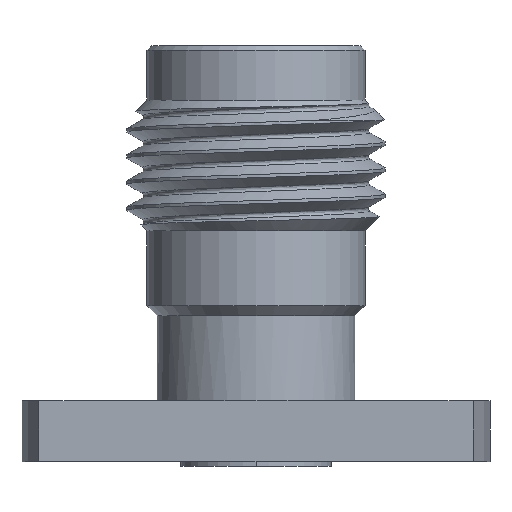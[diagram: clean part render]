
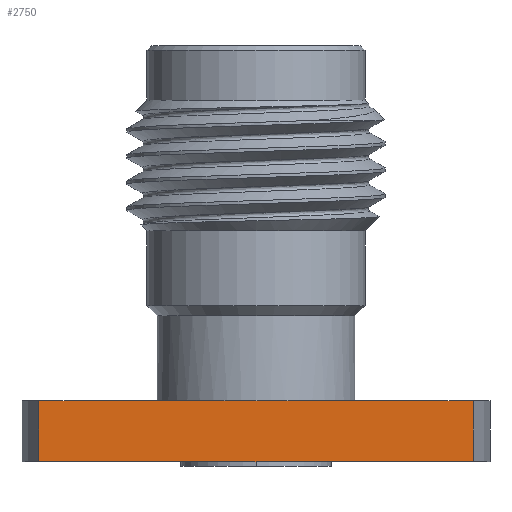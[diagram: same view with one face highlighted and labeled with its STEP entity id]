
A CAD part, left-side view. The second image highlights one B-rep face of the part: STEP entity #2750.
In plain terms, the highlighted planar face has unit normal (-1, 0, 0).
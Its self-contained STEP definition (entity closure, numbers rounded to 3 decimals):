
#135 = DIRECTION ( 'NONE',  ( -1., 0., 0. ) ) ;
#155 = ORIENTED_EDGE ( 'NONE', *, *, #1605, .T. ) ;
#244 = LINE ( 'NONE', #4523, #361 ) ;
#251 = LINE ( 'NONE', #1122, #4618 ) ;
#327 = DIRECTION ( 'NONE',  ( 0., 0., 1. ) ) ;
#329 = EDGE_CURVE ( 'NONE', #1586, #3464, #244, .T. ) ;
#361 = VECTOR ( 'NONE', #2728, 1000. ) ;
#386 = ORIENTED_EDGE ( 'NONE', *, *, #1538, .T. ) ;
#540 = CARTESIAN_POINT ( 'NONE',  ( -2.415, -5.873, 0. ) ) ;
#763 = CARTESIAN_POINT ( 'NONE',  ( -2.415, -5.873, -1.65 ) ) ;
#766 = ORIENTED_EDGE ( 'NONE', *, *, #4223, .F. ) ;
#775 = CARTESIAN_POINT ( 'NONE',  ( -2.415, -5.873, -1.65 ) ) ;
#1038 = CARTESIAN_POINT ( 'NONE',  ( -2.415, -5.873, 0. ) ) ;
#1122 = CARTESIAN_POINT ( 'NONE',  ( -2.415, -5.873, -1.65 ) ) ;
#1189 = CARTESIAN_POINT ( 'NONE',  ( -2.415, 1.15, 0. ) ) ;
#1199 = EDGE_CURVE ( 'NONE', #1640, #4560, #4392, .T. ) ;
#1234 = VECTOR ( 'NONE', #4300, 1000. ) ;
#1361 = EDGE_CURVE ( 'NONE', #3464, #1640, #1574, .T. ) ;
#1424 = CARTESIAN_POINT ( 'NONE',  ( -2.415, -1.15, 0. ) ) ;
#1538 = EDGE_CURVE ( 'NONE', #3809, #4698, #251, .T. ) ;
#1555 = FACE_OUTER_BOUND ( 'NONE', #3593, .T. ) ;
#1574 = LINE ( 'NONE', #2092, #1234 ) ;
#1586 = VERTEX_POINT ( 'NONE', #2183 ) ;
#1605 = EDGE_CURVE ( 'NONE', #4698, #4560, #3288, .T. ) ;
#1640 = VERTEX_POINT ( 'NONE', #1424 ) ;
#1709 = ORIENTED_EDGE ( 'NONE', *, *, #329, .F. ) ;
#1998 = ORIENTED_EDGE ( 'NONE', *, *, #1361, .F. ) ;
#2092 = CARTESIAN_POINT ( 'NONE',  ( -2.415, -5.873, 0. ) ) ;
#2183 = CARTESIAN_POINT ( 'NONE',  ( -2.415, 5.873, 0. ) ) ;
#2300 = PLANE ( 'NONE',  #3355 ) ;
#2693 = DIRECTION ( 'NONE',  ( 0., 0., 1. ) ) ;
#2728 = DIRECTION ( 'NONE',  ( 0., -1., 0. ) ) ;
#2750 = ADVANCED_FACE ( 'NONE', ( #1555 ), #2300, .T. ) ;
#2906 = DIRECTION ( 'NONE',  ( 0., -1., 0. ) ) ;
#3051 = CARTESIAN_POINT ( 'NONE',  ( -2.415, 5.873, -1.65 ) ) ;
#3288 = LINE ( 'NONE', #763, #4102 ) ;
#3355 = AXIS2_PLACEMENT_3D ( 'NONE', #3725, #135, #2693 ) ;
#3370 = DIRECTION ( 'NONE',  ( 0., 0., 1. ) ) ;
#3409 = VECTOR ( 'NONE', #4543, 1000. ) ;
#3464 = VERTEX_POINT ( 'NONE', #1189 ) ;
#3570 = CARTESIAN_POINT ( 'NONE',  ( -2.415, 5.873, -1.65 ) ) ;
#3593 = EDGE_LOOP ( 'NONE', ( #1709, #766, #386, #155, #4459, #1998 ) ) ;
#3725 = CARTESIAN_POINT ( 'NONE',  ( -2.415, -5.873, -1.65 ) ) ;
#3809 = VERTEX_POINT ( 'NONE', #3570 ) ;
#4102 = VECTOR ( 'NONE', #327, 1000. ) ;
#4223 = EDGE_CURVE ( 'NONE', #3809, #1586, #4527, .T. ) ;
#4300 = DIRECTION ( 'NONE',  ( 0., -1., 0. ) ) ;
#4392 = LINE ( 'NONE', #540, #3409 ) ;
#4459 = ORIENTED_EDGE ( 'NONE', *, *, #1199, .F. ) ;
#4523 = CARTESIAN_POINT ( 'NONE',  ( -2.415, -5.873, 0. ) ) ;
#4527 = LINE ( 'NONE', #3051, #4764 ) ;
#4543 = DIRECTION ( 'NONE',  ( 0., -1., 0. ) ) ;
#4560 = VERTEX_POINT ( 'NONE', #1038 ) ;
#4618 = VECTOR ( 'NONE', #2906, 1000. ) ;
#4698 = VERTEX_POINT ( 'NONE', #775 ) ;
#4764 = VECTOR ( 'NONE', #3370, 1000. ) ;
